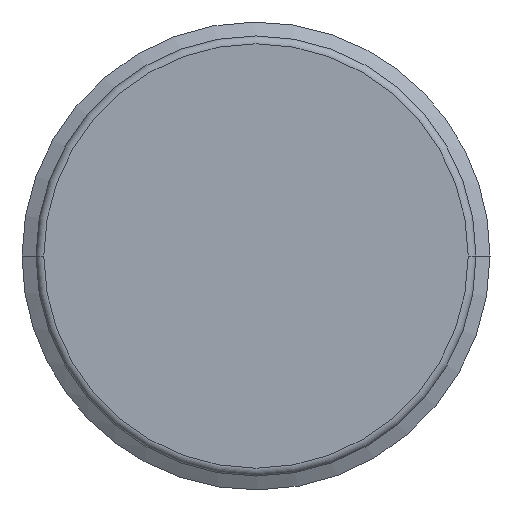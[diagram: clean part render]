
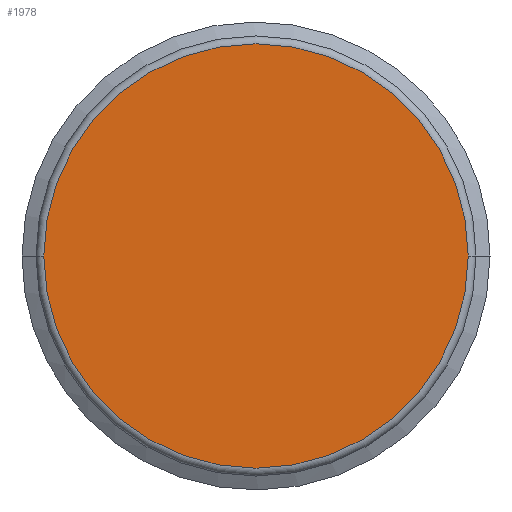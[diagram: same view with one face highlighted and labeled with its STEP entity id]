
A CAD part, left-side view. The second image highlights one B-rep face of the part: STEP entity #1978.
In plain terms, the highlighted planar face has unit normal (-1, 0, 0).
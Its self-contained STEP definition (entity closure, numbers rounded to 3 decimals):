
#67=CARTESIAN_POINT('',(-12.55,0.,0.75));
#68=DIRECTION('',(-1.,0.,0.));
#69=DIRECTION('',(0.,-1.,0.));
#70=AXIS2_PLACEMENT_3D('',#67,#68,#69);
#72=CARTESIAN_POINT('',(-12.55,0.,0.75));
#73=DIRECTION('',(-1.,0.,0.));
#74=DIRECTION('',(0.,1.,0.));
#75=AXIS2_PLACEMENT_3D('',#72,#73,#74);
#1610=CARTESIAN_POINT('',(-12.55,13.535,0.75));
#1612=VERTEX_POINT('',#1610);
#1614=CARTESIAN_POINT('',(-12.55,-13.535,0.75));
#1615=VERTEX_POINT('',#1614);
#1969=CARTESIAN_POINT('',(-12.55,7.018,0.75));
#1970=DIRECTION('',(1.,0.,0.));
#1971=DIRECTION('',(0.,1.,0.));
#1972=AXIS2_PLACEMENT_3D('',#1969,#1970,#1971);
#1973=PLANE('',#1972);
#1974=ORIENTED_EDGE('',*,*,#1961,.F.);
#1975=ORIENTED_EDGE('',*,*,#1888,.F.);
#1976=EDGE_LOOP('',(#1974,#1975));
#1977=FACE_OUTER_BOUND('',#1976,.F.);
#71=CIRCLE('',#70,13.535);
#76=CIRCLE('',#75,13.535);
#1888=EDGE_CURVE('',#1612,#1615,#76,.T.);
#1961=EDGE_CURVE('',#1615,#1612,#71,.T.);
#1978=ADVANCED_FACE('',(#1977),#1973,.F.);
